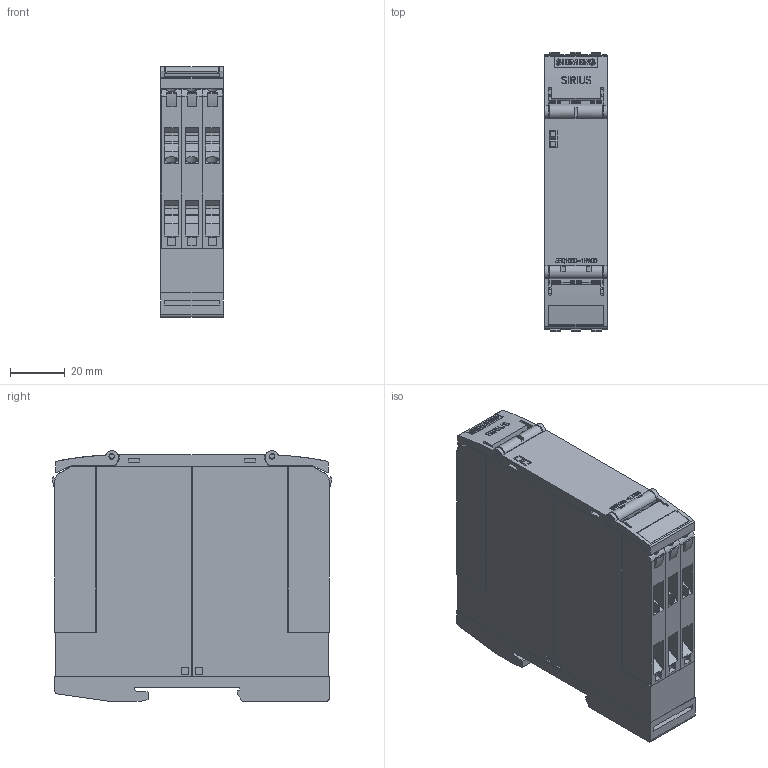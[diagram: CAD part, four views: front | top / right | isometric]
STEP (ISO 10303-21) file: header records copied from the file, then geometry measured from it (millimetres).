
FILE_DESCRIPTION(('STEP AP214'),'1');
FILE_NAME('cctmp_210454FA-4E5B-4591-A698-D265033A4306_2023_07_21_09_52_11_0533..stp','2023-07-21T07:52:12',('SIEMENS A&D'),('CADClick - www.CADClick.com'),'Spatial InterOp 3D postprocessed',' ','unknown authorization');
FILE_SCHEMA(('AUTOMOTIVE_DESIGN'));
Length unit declared in the file: millimetre
Products named in the file (1): 2023_07_21_09_52_11_0474
Bounding box: 22.8 x 101.9 x 91.42 mm (x, y, z)
Volume: 184332.1 mm3; surface area: 54946.9 mm2
Topology: 1 solids, 1 shells, 1636 faces, 4552 edges, 3020 vertices
Faces by surface type: plane 1315, cylinder 269, cone 36, torus 16
Entity records: 57950 total; most frequent: CARTESIAN_POINT 10421, ORIENTED_EDGE 9088, DIRECTION 8447, EDGE_CURVE 4544, LINE 3715, VECTOR 3715, VERTEX_POINT 3020, AXIS2_PLACEMENT_3D 2366
